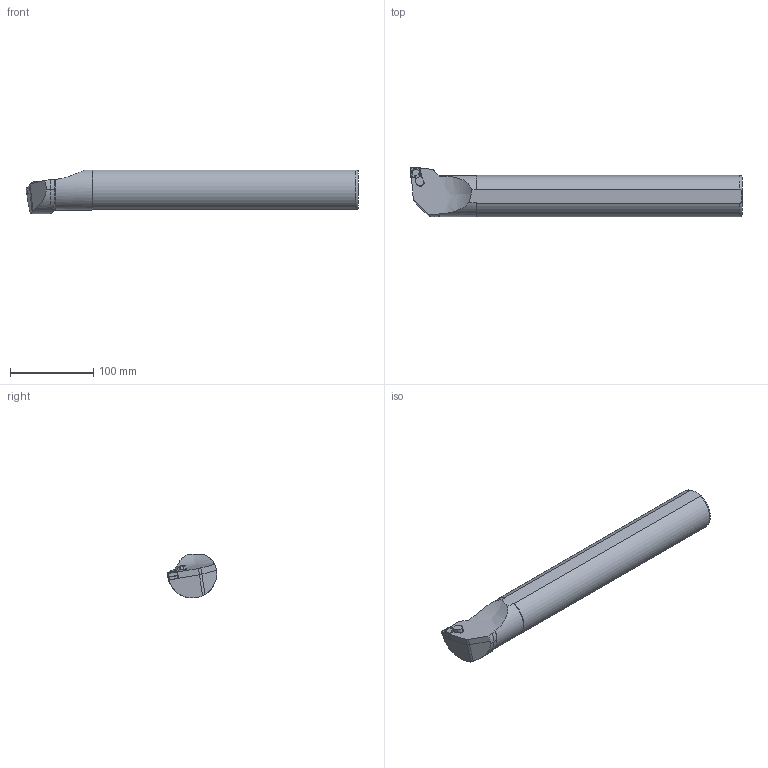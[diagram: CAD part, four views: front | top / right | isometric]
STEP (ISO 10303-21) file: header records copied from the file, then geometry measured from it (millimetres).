
FILE_DESCRIPTION(/* description */ (''),/* implementation_level */ '2;1');
FILE_NAME(/* name */ 'S50V-PCLNL-12C.stp',/* time_stamp */ '2023-10-20T20:54:33+03:00',/* author */ (''),/* organization */ (''),/* preprocessor_version */ 'ST-DEVELOPER v19.4',/* originating_system */ 'SIEMENS PLM Software NX2306.3001',/* authorisation */ '');
FILE_SCHEMA (('AUTOMOTIVE_DESIGN { 1 0 10303 214 3 1 1 1 }'));
Length unit declared in the file: millimetre
Products named in the file (1): S50V-PCLNR-12C
Bounding box: 400 x 60 x 52.99 mm (x, y, z)
Volume: 738124.5 mm3; surface area: 65841.5 mm2
Topology: 2 solids, 2 shells, 123 faces, 323 edges, 213 vertices
Faces by surface type: plane 72, cylinder 26, cone 23, torus 1, bspline 1
Entity records: 4641 total; most frequent: CARTESIAN_POINT 1103, ORIENTED_EDGE 642, DIRECTION 624, EDGE_CURVE 321, AXIS2_PLACEMENT_3D 218, VERTEX_POINT 212, LINE 188, VECTOR 188
